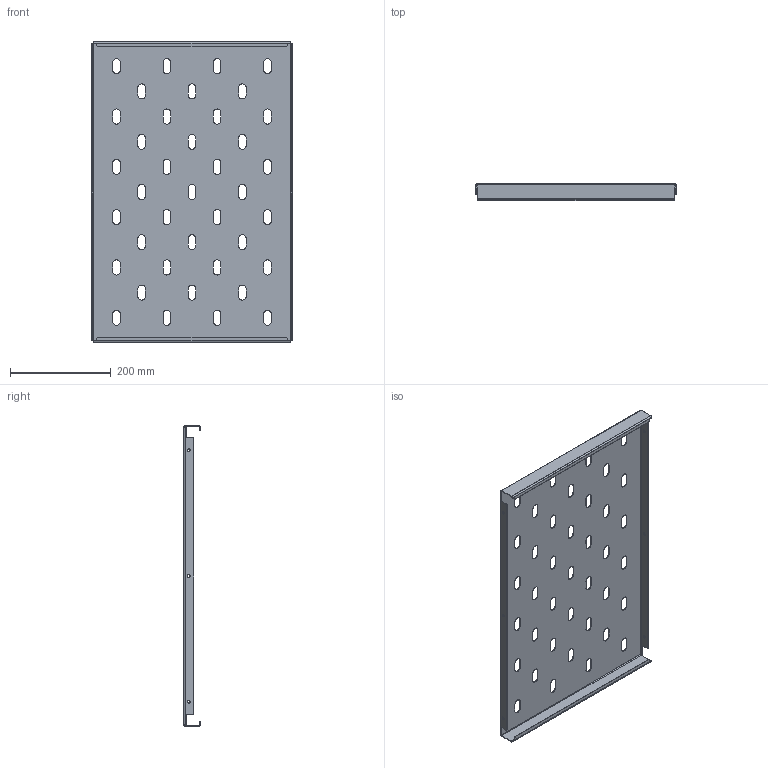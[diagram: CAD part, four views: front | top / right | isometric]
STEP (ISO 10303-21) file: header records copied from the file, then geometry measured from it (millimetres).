
FILE_DESCRIPTION (( 'STEP AP214' ), '1' );
FILE_NAME ('945.157.STEP', '2024-10-04T07:16:34', ( '' ), ( '' ), 'SwSTEP 2.0', 'SolidWorks 2021', '' );
FILE_SCHEMA (( 'AUTOMOTIVE_DESIGN' ));
Length unit declared in the file: millimetre
Products named in the file (1): 945.157
Bounding box: 398 x 33 x 598 mm (x, y, z)
Volume: 406995.1 mm3; surface area: 550618.1 mm2
Topology: 1 solids, 1 shells, 293 faces, 833 edges, 542 vertices
Faces by surface type: cylinder 165, plane 128
Entity records: 9843 total; most frequent: DIRECTION 1743, CARTESIAN_POINT 1717, ORIENTED_EDGE 1666, EDGE_CURVE 833, AXIS2_PLACEMENT_3D 624, VERTEX_POINT 542, LINE 495, VECTOR 495
